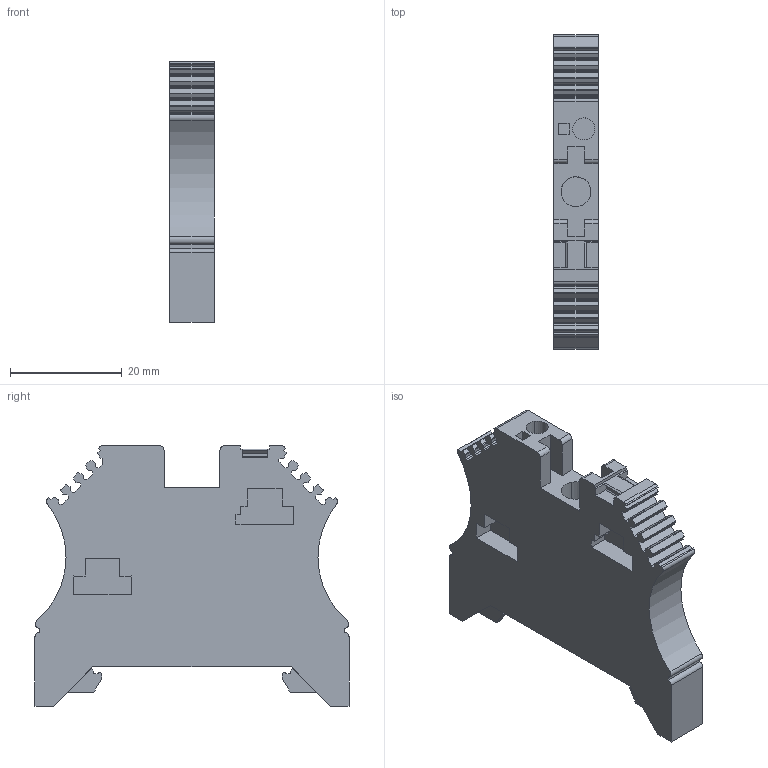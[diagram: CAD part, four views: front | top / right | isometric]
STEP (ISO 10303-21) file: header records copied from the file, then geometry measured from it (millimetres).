
FILE_DESCRIPTION(('CATIA V5 STEP Exchange','CAx-IF Rec.Pracs.--- Model Styling and Organization---1.4--- 2014-01-23'),'2;1');
FILE_NAME ('D1457597_1', '2023-07-18T08:04:19+00:00', ('none'), ('Weidmueller'), 'CATIA Version 5-6 Release 2016 SP3 HF44', 'CATIA V5 STEP AP214', 'none');
FILE_SCHEMA(('AUTOMOTIVE_DESIGN { 1 0 10303 214 1 1 1 1 }'));
Length unit declared in the file: millimetre
Products named in the file (1): 1859200000
Bounding box: 8 x 56.1 x 46.5 mm (x, y, z)
Volume: 13691.1 mm3; surface area: 7028.9 mm2
Topology: 5 solids, 5 shells, 272 faces, 782 edges, 527 vertices
Faces by surface type: plane 222, cylinder 48, extrusion 2
Entity records: 8757 total; most frequent: CARTESIAN_POINT 1826, ORIENTED_EDGE 1564, DIRECTION 1197, EDGE_CURVE 782, VECTOR 678, LINE 676, VERTEX_POINT 527, AXIS2_PLACEMENT_3D 300
